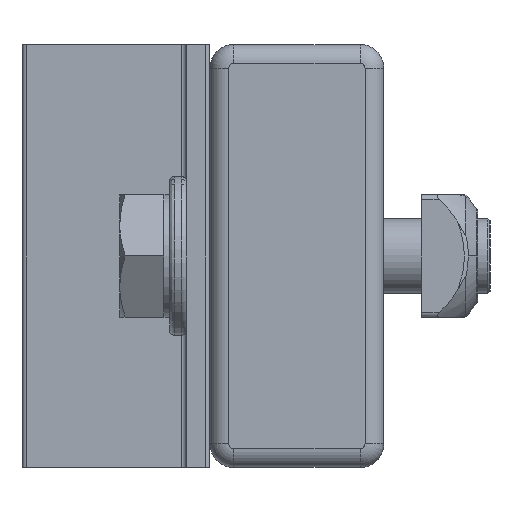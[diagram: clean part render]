
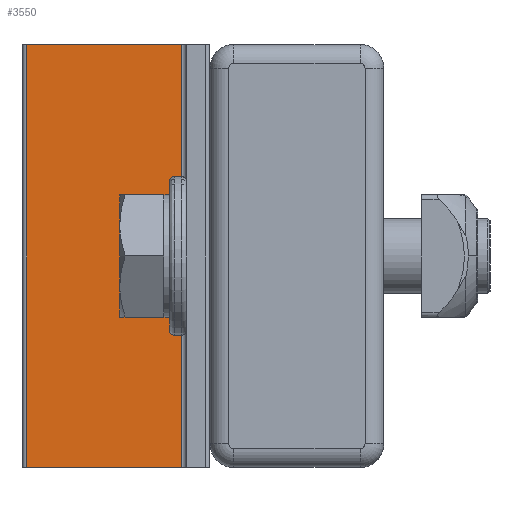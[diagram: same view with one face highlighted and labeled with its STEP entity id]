
A CAD part, left-side view. The second image highlights one B-rep face of the part: STEP entity #3550.
In plain terms, the highlighted face is planar.
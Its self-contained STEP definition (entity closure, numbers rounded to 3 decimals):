
#352 = VECTOR ( 'NONE', #2709, 1000. ) ;
#449 = CARTESIAN_POINT ( 'NONE',  ( 300.246, 3788.781, 57.5 ) ) ;
#1200 = ORIENTED_EDGE ( 'NONE', *, *, #5137, .F. ) ;
#1358 = EDGE_CURVE ( 'NONE', #5691, #2402, #6264, .T. ) ;
#1455 = CARTESIAN_POINT ( 'NONE',  ( 300.246, 3788.781, 70. ) ) ;
#1479 = DIRECTION ( 'NONE',  ( 0., 0., -1. ) ) ;
#1546 = CARTESIAN_POINT ( 'NONE',  ( 300.246, 3788.781, 12.5 ) ) ;
#1766 = LINE ( 'NONE', #1455, #2952 ) ;
#1783 = VECTOR ( 'NONE', #4242, 1000. ) ;
#1939 = EDGE_CURVE ( 'NONE', #5691, #4870, #4853, .T. ) ;
#2402 = VERTEX_POINT ( 'NONE', #5897 ) ;
#2622 = FACE_OUTER_BOUND ( 'NONE', #3136, .T. ) ;
#2709 = DIRECTION ( 'NONE',  ( 0., 1., 0. ) ) ;
#2793 = ORIENTED_EDGE ( 'NONE', *, *, #1939, .F. ) ;
#2911 = DIRECTION ( 'NONE',  ( 0., 0., 1. ) ) ;
#2952 = VECTOR ( 'NONE', #4733, 1000. ) ;
#3136 = EDGE_LOOP ( 'NONE', ( #1200, #4587, #2793, #6106 ) ) ;
#3260 = VERTEX_POINT ( 'NONE', #6525 ) ;
#3550 = ADVANCED_FACE ( 'NONE', ( #2622 ), #6259, .F. ) ;
#3689 = CARTESIAN_POINT ( 'NONE',  ( 300.246, 3772.281, 70. ) ) ;
#4026 = CARTESIAN_POINT ( 'NONE',  ( 300.246, 3772.281, 57.5 ) ) ;
#4242 = DIRECTION ( 'NONE',  ( 0., -1., 0. ) ) ;
#4472 = AXIS2_PLACEMENT_3D ( 'NONE', #4551, #5099, #2911 ) ;
#4551 = CARTESIAN_POINT ( 'NONE',  ( 300.246, 3788.781, 70. ) ) ;
#4587 = ORIENTED_EDGE ( 'NONE', *, *, #6842, .F. ) ;
#4733 = DIRECTION ( 'NONE',  ( 0., 0., -1. ) ) ;
#4853 = LINE ( 'NONE', #6011, #352 ) ;
#4870 = VERTEX_POINT ( 'NONE', #449 ) ;
#5099 = DIRECTION ( 'NONE',  ( -1., 0., 0. ) ) ;
#5137 = EDGE_CURVE ( 'NONE', #3260, #2402, #5802, .T. ) ;
#5691 = VERTEX_POINT ( 'NONE', #4026 ) ;
#5802 = LINE ( 'NONE', #1546, #1783 ) ;
#5897 = CARTESIAN_POINT ( 'NONE',  ( 300.246, 3772.281, 12.5 ) ) ;
#6011 = CARTESIAN_POINT ( 'NONE',  ( 300.246, 3788.781, 57.5 ) ) ;
#6106 = ORIENTED_EDGE ( 'NONE', *, *, #1358, .T. ) ;
#6259 = PLANE ( 'NONE',  #4472 ) ;
#6264 = LINE ( 'NONE', #3689, #6597 ) ;
#6525 = CARTESIAN_POINT ( 'NONE',  ( 300.246, 3788.781, 12.5 ) ) ;
#6597 = VECTOR ( 'NONE', #1479, 1000. ) ;
#6842 = EDGE_CURVE ( 'NONE', #4870, #3260, #1766, .T. ) ;
